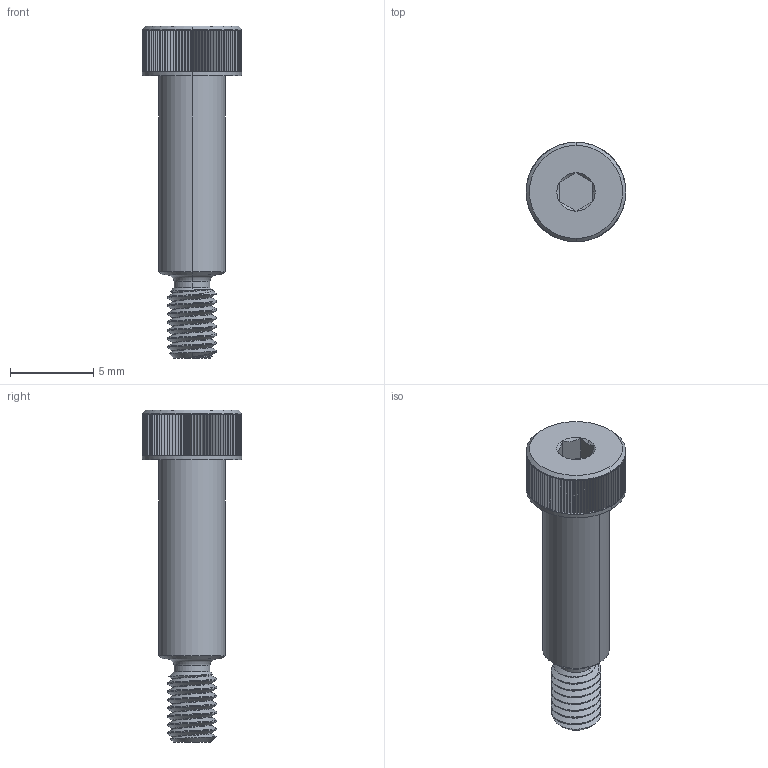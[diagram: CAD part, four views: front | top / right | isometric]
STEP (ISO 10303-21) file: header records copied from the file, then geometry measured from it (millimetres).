
FILE_DESCRIPTION (( 'STEP AP203' ), '1' );
FILE_NAME ('90265A122_SHOULDER SCREW_M3_90265A122_sldprt.STEP', '2019-04-05T22:48:38', ( '' ), ( '' ), 'SwSTEP 2.0', 'SolidWorks 2018', '' );
FILE_SCHEMA (( 'CONFIG_CONTROL_DESIGN' ));
Length unit declared in the file: millimetre
Products named in the file (1): 90265A122_SHOULDER SCREW_M3_90265A122_sldprt
Bounding box: 6 x 6 x 20 mm (x, y, z)
Volume: 253.4 mm3; surface area: 381.7 mm2
Topology: 1 solids, 1 shells, 449 faces, 1018 edges, 672 vertices
Faces by surface type: plane 407, cylinder 21, cone 16, bspline 3, torus 2
Entity records: 13764 total; most frequent: CARTESIAN_POINT 3470, DIRECTION 2092, ORIENTED_EDGE 2036, EDGE_CURVE 1018, LINE 736, VECTOR 736, AXIS2_PLACEMENT_3D 678, VERTEX_POINT 672
